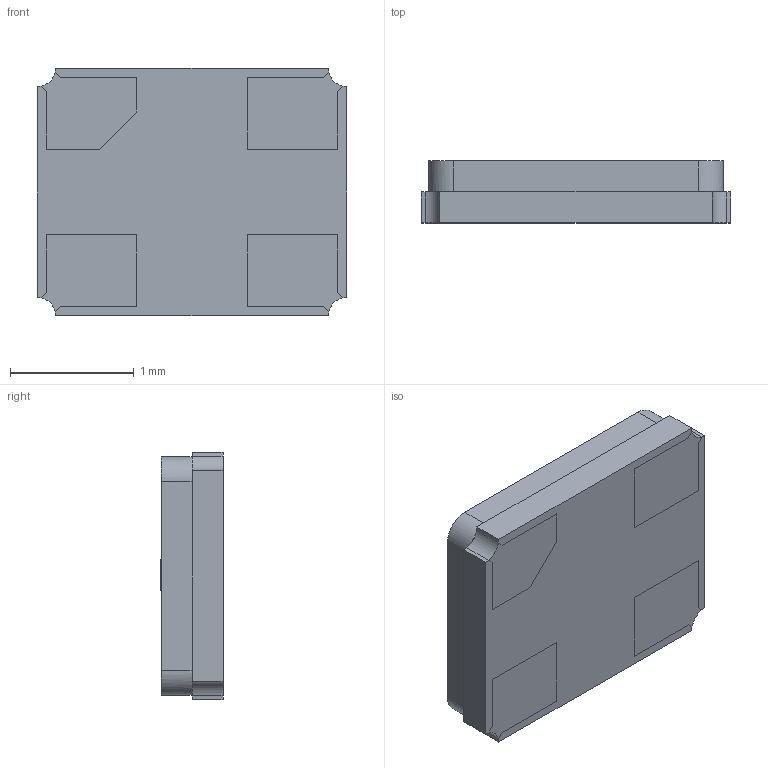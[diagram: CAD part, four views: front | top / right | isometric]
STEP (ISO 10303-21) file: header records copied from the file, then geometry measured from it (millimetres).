
FILE_DESCRIPTION (( 'STEP AP214' ), '1' );
FILE_NAME ('ABM-XXX Part 1.STEP', '2016-06-17T14:51:11', ( 'sathurthi' ), ( '' ), 'SwSTEP 2.0', 'SolidWorks 2012', '' );
FILE_SCHEMA (( 'AUTOMOTIVE_DESIGN' ));
Length unit declared in the file: millimetre
Products named in the file (1): ABM-XXX Part 1
Bounding box: 2.5 x 0.5 x 2 mm (x, y, z)
Volume: 2.4 mm3; surface area: 22.3 mm2
Topology: 5 solids, 5 shells, 201 faces, 535 edges, 354 vertices
Faces by surface type: plane 159, bspline 26, cylinder 16
Entity records: 8929 total; most frequent: CARTESIAN_POINT 2117, ORIENTED_EDGE 1070, DIRECTION 875, EDGE_CURVE 535, LINE 443, VECTOR 443, VERTEX_POINT 354, AXIS2_PLACEMENT_3D 216
